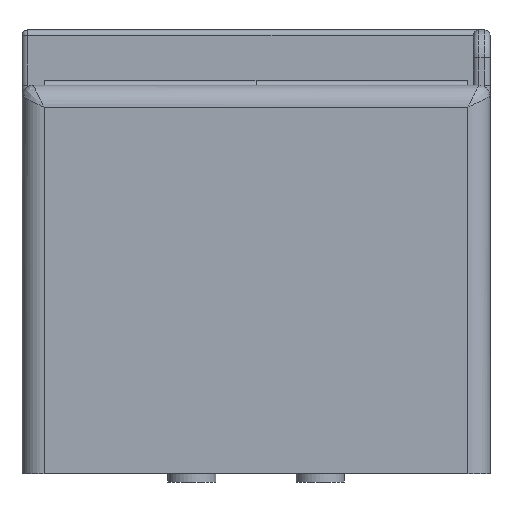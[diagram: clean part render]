
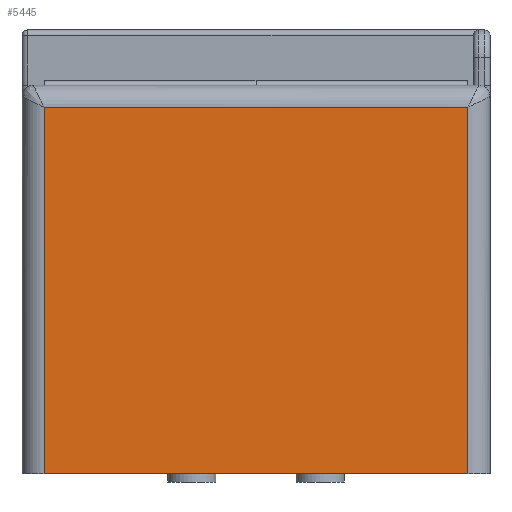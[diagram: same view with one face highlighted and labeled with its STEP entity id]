
A CAD part, left-side view. The second image highlights one B-rep face of the part: STEP entity #5445.
In plain terms, the highlighted planar face has unit normal (-1, 0, 0).
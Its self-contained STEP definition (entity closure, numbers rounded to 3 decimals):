
#3294 = PLANE('',#3295);
#3295 = AXIS2_PLACEMENT_3D('',#3296,#3297,#3298);
#3296 = CARTESIAN_POINT('',(0.,0.,0.));
#3297 = DIRECTION('',(0.,0.,1.));
#3298 = DIRECTION('',(1.,0.,0.));
#3532 = VERTEX_POINT('',#3533);
#3533 = CARTESIAN_POINT('',(-46.,38.246,0.));
#3548 = CYLINDRICAL_SURFACE('',#3549,4.);
#3549 = AXIS2_PLACEMENT_3D('',#3550,#3551,#3552);
#3550 = CARTESIAN_POINT('',(-42.,38.246,0.));
#3551 = DIRECTION('',(-0.,-0.,-1.));
#3552 = DIRECTION('',(1.,0.,0.));
#3560 = EDGE_CURVE('',#3561,#3532,#3563,.T.);
#3561 = VERTEX_POINT('',#3562);
#3562 = CARTESIAN_POINT('',(-46.,-38.246,0.));
#3563 = SURFACE_CURVE('',#3564,(#3568,#3575),.PCURVE_S1.);
#3564 = LINE('',#3565,#3566);
#3565 = CARTESIAN_POINT('',(-46.,-38.246,0.));
#3566 = VECTOR('',#3567,1.);
#3567 = DIRECTION('',(0.,1.,0.));
#3568 = PCURVE('',#3294,#3569);
#3569 = DEFINITIONAL_REPRESENTATION('',(#3570),#3574);
#3570 = LINE('',#3571,#3572);
#3571 = CARTESIAN_POINT('',(-46.,-38.246));
#3572 = VECTOR('',#3573,1.);
#3573 = DIRECTION('',(0.,1.));
#3574 = ( GEOMETRIC_REPRESENTATION_CONTEXT(2) 
PARAMETRIC_REPRESENTATION_CONTEXT() REPRESENTATION_CONTEXT('2D SPACE',''
  ) );
#3575 = PCURVE('',#3576,#3581);
#3576 = PLANE('',#3577);
#3577 = AXIS2_PLACEMENT_3D('',#3578,#3579,#3580);
#3578 = CARTESIAN_POINT('',(-46.,-38.246,0.));
#3579 = DIRECTION('',(-1.,0.,0.));
#3580 = DIRECTION('',(0.,1.,0.));
#3581 = DEFINITIONAL_REPRESENTATION('',(#3582),#3586);
#3582 = LINE('',#3583,#3584);
#3583 = CARTESIAN_POINT('',(0.,0.));
#3584 = VECTOR('',#3585,1.);
#3585 = DIRECTION('',(1.,0.));
#3586 = ( GEOMETRIC_REPRESENTATION_CONTEXT(2) 
PARAMETRIC_REPRESENTATION_CONTEXT() REPRESENTATION_CONTEXT('2D SPACE',''
  ) );
#3605 = CYLINDRICAL_SURFACE('',#3606,4.);
#3606 = AXIS2_PLACEMENT_3D('',#3607,#3608,#3609);
#3607 = CARTESIAN_POINT('',(-42.,-38.246,0.));
#3608 = DIRECTION('',(-0.,-0.,-1.));
#3609 = DIRECTION('',(1.,0.,0.));
#5337 = EDGE_CURVE('',#3561,#5338,#5340,.T.);
#5338 = VERTEX_POINT('',#5339);
#5339 = CARTESIAN_POINT('',(-46.,-38.246,
    66.112));
#5340 = SURFACE_CURVE('',#5341,(#5345,#5352),.PCURVE_S1.);
#5341 = LINE('',#5342,#5343);
#5342 = CARTESIAN_POINT('',(-46.,-38.246,0.));
#5343 = VECTOR('',#5344,1.);
#5344 = DIRECTION('',(0.,0.,1.));
#5345 = PCURVE('',#3605,#5346);
#5346 = DEFINITIONAL_REPRESENTATION('',(#5347),#5351);
#5347 = LINE('',#5348,#5349);
#5348 = CARTESIAN_POINT('',(-3.142,0.));
#5349 = VECTOR('',#5350,1.);
#5350 = DIRECTION('',(-0.,-1.));
#5351 = ( GEOMETRIC_REPRESENTATION_CONTEXT(2) 
PARAMETRIC_REPRESENTATION_CONTEXT() REPRESENTATION_CONTEXT('2D SPACE',''
  ) );
#5352 = PCURVE('',#3576,#5353);
#5353 = DEFINITIONAL_REPRESENTATION('',(#5354),#5358);
#5354 = LINE('',#5355,#5356);
#5355 = CARTESIAN_POINT('',(0.,0.));
#5356 = VECTOR('',#5357,1.);
#5357 = DIRECTION('',(0.,-1.));
#5358 = ( GEOMETRIC_REPRESENTATION_CONTEXT(2) 
PARAMETRIC_REPRESENTATION_CONTEXT() REPRESENTATION_CONTEXT('2D SPACE',''
  ) );
#5445 = ADVANCED_FACE('',(#5446),#3576,.T.);
#5446 = FACE_BOUND('',#5447,.T.);
#5447 = EDGE_LOOP('',(#5448,#5449,#5450,#5478));
#5448 = ORIENTED_EDGE('',*,*,#3560,.F.);
#5449 = ORIENTED_EDGE('',*,*,#5337,.T.);
#5450 = ORIENTED_EDGE('',*,*,#5451,.T.);
#5451 = EDGE_CURVE('',#5338,#5452,#5454,.T.);
#5452 = VERTEX_POINT('',#5453);
#5453 = CARTESIAN_POINT('',(-46.,38.246,
    66.112));
#5454 = SURFACE_CURVE('',#5455,(#5459,#5466),.PCURVE_S1.);
#5455 = LINE('',#5456,#5457);
#5456 = CARTESIAN_POINT('',(-46.,-144.675,
    66.112));
#5457 = VECTOR('',#5458,1.);
#5458 = DIRECTION('',(0.,1.,0.));
#5459 = PCURVE('',#3576,#5460);
#5460 = DEFINITIONAL_REPRESENTATION('',(#5461),#5465);
#5461 = LINE('',#5462,#5463);
#5462 = CARTESIAN_POINT('',(-106.43,-66.112));
#5463 = VECTOR('',#5464,1.);
#5464 = DIRECTION('',(1.,0.));
#5465 = ( GEOMETRIC_REPRESENTATION_CONTEXT(2) 
PARAMETRIC_REPRESENTATION_CONTEXT() REPRESENTATION_CONTEXT('2D SPACE',''
  ) );
#5466 = PCURVE('',#5467,#5472);
#5467 = CYLINDRICAL_SURFACE('',#5468,4.);
#5468 = AXIS2_PLACEMENT_3D('',#5469,#5470,#5471);
#5469 = CARTESIAN_POINT('',(-42.,-144.675,
    66.112));
#5470 = DIRECTION('',(0.,-1.,0.));
#5471 = DIRECTION('',(1.,0.,0.));
#5472 = DEFINITIONAL_REPRESENTATION('',(#5473),#5477);
#5473 = LINE('',#5474,#5475);
#5474 = CARTESIAN_POINT('',(3.142,0.));
#5475 = VECTOR('',#5476,1.);
#5476 = DIRECTION('',(0.,-1.));
#5477 = ( GEOMETRIC_REPRESENTATION_CONTEXT(2) 
PARAMETRIC_REPRESENTATION_CONTEXT() REPRESENTATION_CONTEXT('2D SPACE',''
  ) );
#5478 = ORIENTED_EDGE('',*,*,#5479,.F.);
#5479 = EDGE_CURVE('',#3532,#5452,#5480,.T.);
#5480 = SURFACE_CURVE('',#5481,(#5485,#5492),.PCURVE_S1.);
#5481 = LINE('',#5482,#5483);
#5482 = CARTESIAN_POINT('',(-46.,38.246,0.));
#5483 = VECTOR('',#5484,1.);
#5484 = DIRECTION('',(0.,0.,1.));
#5485 = PCURVE('',#3576,#5486);
#5486 = DEFINITIONAL_REPRESENTATION('',(#5487),#5491);
#5487 = LINE('',#5488,#5489);
#5488 = CARTESIAN_POINT('',(76.492,0.));
#5489 = VECTOR('',#5490,1.);
#5490 = DIRECTION('',(0.,-1.));
#5491 = ( GEOMETRIC_REPRESENTATION_CONTEXT(2) 
PARAMETRIC_REPRESENTATION_CONTEXT() REPRESENTATION_CONTEXT('2D SPACE',''
  ) );
#5492 = PCURVE('',#3548,#5493);
#5493 = DEFINITIONAL_REPRESENTATION('',(#5494),#5498);
#5494 = LINE('',#5495,#5496);
#5495 = CARTESIAN_POINT('',(-3.142,0.));
#5496 = VECTOR('',#5497,1.);
#5497 = DIRECTION('',(-0.,-1.));
#5498 = ( GEOMETRIC_REPRESENTATION_CONTEXT(2) 
PARAMETRIC_REPRESENTATION_CONTEXT() REPRESENTATION_CONTEXT('2D SPACE',''
  ) );
